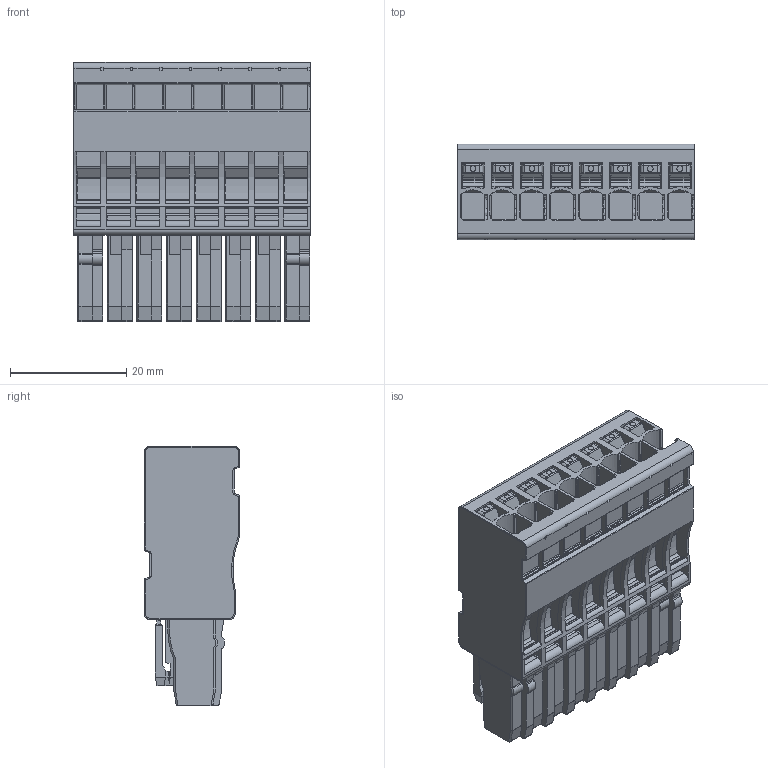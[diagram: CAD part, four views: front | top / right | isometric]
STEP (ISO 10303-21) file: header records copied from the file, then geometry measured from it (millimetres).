
FILE_DESCRIPTION(('CATIA V5 STEP Exchange','CAx-IF Rec.Pracs.--- Model Styling and Organization---1.5--- 2016-08-15','CAx-IF Rec.Pracs.---Supplemental Geometry---1.0---2011-11-01','CAx-IF Rec.Pracs.--- Composite Materials ---1.1---2010-07-15'),'2;1');
FILE_NAME ('2013596-3_2', '2025-02-20T08:30:39+00:00', ('none'), ('Weidmueller'), 'CATIA Version 5-6 Release 2022 SP4 HF5', 'CATIA V5 STEP AP214 v3', 'none');
FILE_SCHEMA(('AUTOMOTIVE_DESIGN { 1 0 10303 214 1 1 1 1 }'));
Products named in the file (1): 3030120000
Bounding box: 40.8 x 16.5 x 44.65 mm (x, y, z)
Volume: 19496 mm3; surface area: 15533.7 mm2
Topology: 1 solids, 23 shells, 4248 faces, 12116 edges, 7943 vertices
Faces by surface type: plane 2414, cylinder 1515, bspline 155, cone 104, torus 60
Entity records: 149962 total; most frequent: CARTESIAN_POINT 39758, ORIENTED_EDGE 24232, DIRECTION 18163, EDGE_CURVE 12116, VECTOR 8050, LINE 8050, VERTEX_POINT 7943, AXIS2_PLACEMENT_3D 6414
